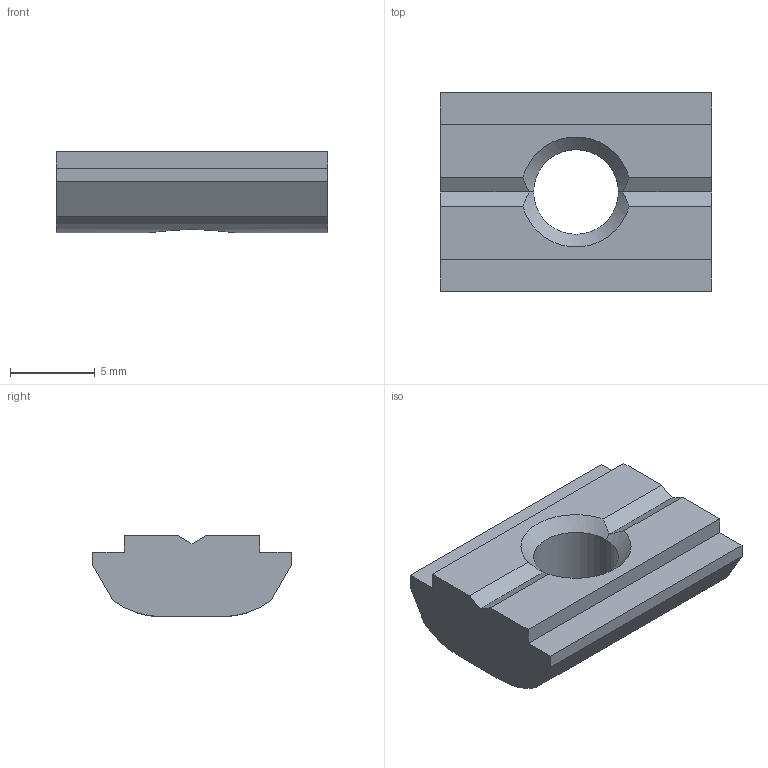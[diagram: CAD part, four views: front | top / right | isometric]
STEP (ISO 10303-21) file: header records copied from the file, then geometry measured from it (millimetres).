
FILE_DESCRIPTION(('STEP AP214'),'1');
FILE_NAME('cctmp_454DF4E4-EFE1-4896-B3B1-F1BBF187E92C_2020_1_13_13_25_13_893..stp','2020-01-13T12:25:13',('Bosch Rexroth AG'),('CADClick - www.CADClick.com'),'Spatial InterOp 3D',' ','unknown authorization - (Healing Option Enabled)');
FILE_SCHEMA(('AUTOMOTIVE_DESIGN'));
Length unit declared in the file: millimetre
Products named in the file (1): 2020_01_13__13-25-13-893
Bounding box: 16 x 11.7 x 4.8 mm (x, y, z)
Volume: 628.8 mm3; surface area: 593.2 mm2
Topology: 1 solids, 1 shells, 26 faces, 72 edges, 46 vertices
Faces by surface type: plane 18, cylinder 4, cone 4
Entity records: 1112 total; most frequent: CARTESIAN_POINT 199, ORIENTED_EDGE 144, DIRECTION 142, EDGE_CURVE 72, LINE 52, VECTOR 52, VERTEX_POINT 46, AXIS2_PLACEMENT_3D 45
